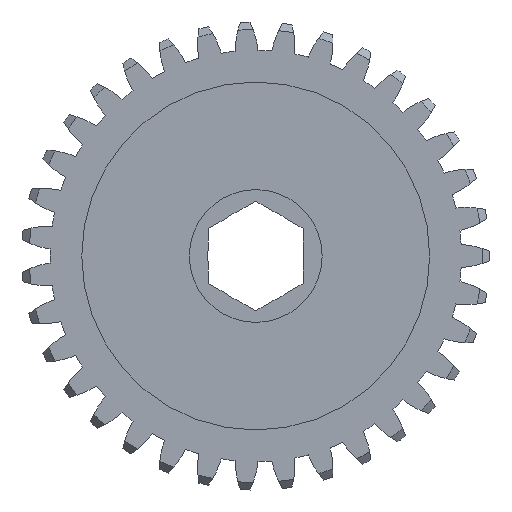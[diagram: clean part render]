
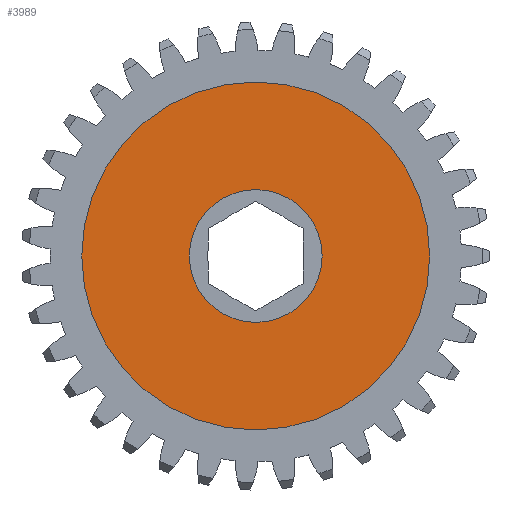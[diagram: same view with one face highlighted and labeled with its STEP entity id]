
A CAD part, left-side view. The second image highlights one B-rep face of the part: STEP entity #3989.
In plain terms, the highlighted planar face has unit normal (-1, 0, 0).
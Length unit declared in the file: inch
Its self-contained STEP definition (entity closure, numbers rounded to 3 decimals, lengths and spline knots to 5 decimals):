
#116 = CARTESIAN_POINT ( 'NONE',  ( 0.1375, 0., -0.6875 ) ) ;
#504 = EDGE_LOOP ( 'NONE', ( #2887, #3196 ) ) ;
#819 = CARTESIAN_POINT ( 'NONE',  ( 0.1375, 0., 0. ) ) ;
#962 = EDGE_CURVE ( 'NONE', #4148, #3087, #7714, .T. ) ;
#1146 = DIRECTION ( 'NONE',  ( 1., 0., 0. ) ) ;
#1448 = FACE_OUTER_BOUND ( 'NONE', #1951, .T. ) ;
#1823 = DIRECTION ( 'NONE',  ( 1., 0., 0. ) ) ;
#1951 = EDGE_LOOP ( 'NONE', ( #4651, #3732 ) ) ;
#2063 = DIRECTION ( 'NONE',  ( 1., 0., 0. ) ) ;
#2401 = DIRECTION ( 'NONE',  ( 1., 0., 0. ) ) ;
#2566 = AXIS2_PLACEMENT_3D ( 'NONE', #819, #3513, #6132 ) ;
#2685 = CIRCLE ( 'NONE', #3802, 0.6875 ) ;
#2887 = ORIENTED_EDGE ( 'NONE', *, *, #6006, .T. ) ;
#3087 = VERTEX_POINT ( 'NONE', #5361 ) ;
#3196 = ORIENTED_EDGE ( 'NONE', *, *, #962, .T. ) ;
#3307 = EDGE_CURVE ( 'NONE', #3487, #8081, #2685, .T. ) ;
#3442 = CIRCLE ( 'NONE', #7125, 0.6875 ) ;
#3487 = VERTEX_POINT ( 'NONE', #116 ) ;
#3513 = DIRECTION ( 'NONE',  ( 1., 0., 0. ) ) ;
#3732 = ORIENTED_EDGE ( 'NONE', *, *, #3307, .F. ) ;
#3802 = AXIS2_PLACEMENT_3D ( 'NONE', #6336, #2401, #5046 ) ;
#3862 = DIRECTION ( 'NONE',  ( 0., 0., -1. ) ) ;
#3989 = ADVANCED_FACE ( 'NONE', ( #1448, #4175 ), #6767, .F. ) ;
#4148 = VERTEX_POINT ( 'NONE', #5707 ) ;
#4175 = FACE_BOUND ( 'NONE', #504, .T. ) ;
#4539 = DIRECTION ( 'NONE',  ( 0., 0., -1. ) ) ;
#4651 = ORIENTED_EDGE ( 'NONE', *, *, #6673, .F. ) ;
#4760 = DIRECTION ( 'NONE',  ( 0., 0., -1. ) ) ;
#4860 = AXIS2_PLACEMENT_3D ( 'NONE', #8005, #2063, #4760 ) ;
#5046 = DIRECTION ( 'NONE',  ( 0., 0., -1. ) ) ;
#5361 = CARTESIAN_POINT ( 'NONE',  ( 0.1375, 0., -0.2625 ) ) ;
#5524 = CIRCLE ( 'NONE', #4860, 0.2625 ) ;
#5529 = AXIS2_PLACEMENT_3D ( 'NONE', #7785, #1823, #4539 ) ;
#5707 = CARTESIAN_POINT ( 'NONE',  ( 0.1375, 0., 0.2625 ) ) ;
#6006 = EDGE_CURVE ( 'NONE', #3087, #4148, #5524, .T. ) ;
#6132 = DIRECTION ( 'NONE',  ( 0., 0., -1. ) ) ;
#6336 = CARTESIAN_POINT ( 'NONE',  ( 0.1375, 0., 0. ) ) ;
#6564 = CARTESIAN_POINT ( 'NONE',  ( 0.1375, 0., 0.6875 ) ) ;
#6673 = EDGE_CURVE ( 'NONE', #8081, #3487, #3442, .T. ) ;
#6767 = PLANE ( 'NONE',  #2566 ) ;
#7095 = CARTESIAN_POINT ( 'NONE',  ( 0.1375, 0., 0. ) ) ;
#7125 = AXIS2_PLACEMENT_3D ( 'NONE', #7095, #1146, #3862 ) ;
#7714 = CIRCLE ( 'NONE', #5529, 0.2625 ) ;
#7785 = CARTESIAN_POINT ( 'NONE',  ( 0.1375, 0., 0. ) ) ;
#8005 = CARTESIAN_POINT ( 'NONE',  ( 0.1375, 0., 0. ) ) ;
#8081 = VERTEX_POINT ( 'NONE', #6564 ) ;
